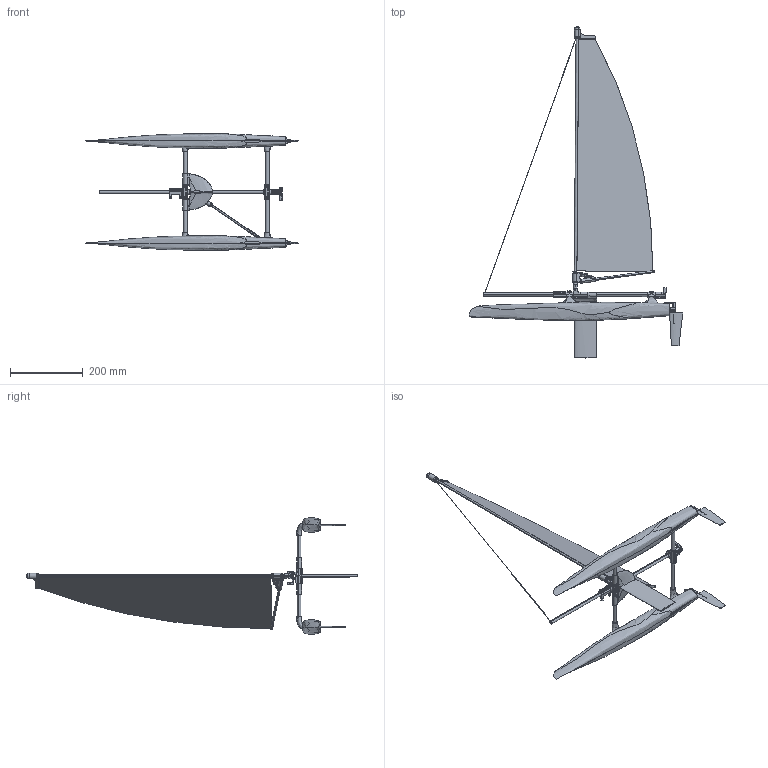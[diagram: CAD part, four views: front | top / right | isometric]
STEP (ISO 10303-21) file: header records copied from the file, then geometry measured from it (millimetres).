
FILE_DESCRIPTION (( 'STEP AP214' ), '1' );
FILE_NAME ('kat-gesamt.STEP', '2016-07-04T05:57:40', ( 'LocalAdmin' ), ( 'Microsoft' ), 'SwSTEP 2.0', 'SolidWorks 2015', '' );
FILE_SCHEMA (( 'AUTOMOTIVE_DESIGN' ));
Length unit declared in the file: millimetre
Products named in the file (31): kat-ruderlager; kat-segelhalter; kat-baumendstueck; kat-baum; kat-niederholer; kat-baumlager; Stift gehärtet DIN EN 28734_1,5x8; kat-mast-endstueck; Rillenkugellager 2Z_13x6x5; kat-mastverbinder; EJOT-Delta PT-WN5452_30x8; kat-kiel-b; gewindestift; kat-kiel-a; ptfe-rohr_14; kat-strebenverbinder; ptfe-rohr; kat-mast; leinen; kat-rumpf-links; maedler-65372300; kat-rumpf-rechts; kat-segelservohalter; kat-strebe-2; kat-ruderservohalter; kat-strebe-1; kat-hauptsegel; kat-ruderarm; kat-gesamt; kat-ruder-b; kat-ruder-a
Assembly tree (55 placements, depth 2):
  kat-gesamt
    kat-strebe-1  x2
    kat-strebe-2
    kat-rumpf-rechts
    kat-rumpf-links
    kat-mast
    kat-strebenverbinder  x2
    kat-kiel-a
    kat-kiel-b
    kat-mastverbinder
    kat-mast-endstueck
    kat-baumlager
    kat-niederholer
    kat-baum
    kat-baumendstueck
    kat-segelhalter
    kat-ruderlager  x2
    kat-ruder-a  x2
    kat-ruder-b  x2
    kat-ruderarm  x2
    kat-hauptsegel
    kat-ruderservohalter
    kat-segelservohalter
    maedler-65372300
    leinen
    ptfe-rohr  x2
    ptfe-rohr_14
    gewindestift
    EJOT-Delta PT-WN5452_30x8  x16
    Rillenkugellager 2Z_13x6x5  x4
    Stift gehärtet DIN EN 28734_1,5x8
Bounding box: 585.65 x 910.97 x 320.37 mm (x, y, z)
Volume: 1486546.4 mm3; surface area: 597415.9 mm2
Topology: 56 solids, 56 shells, 1453 faces, 3745 edges, 2461 vertices
Faces by surface type: cylinder 852, plane 343, torus 109, cone 91, bspline 58
Entity records: 37458 total; most frequent: CARTESIAN_POINT 16711, ORIENTED_EDGE 4008, DIRECTION 3697, EDGE_CURVE 2004, AXIS2_PLACEMENT_3D 1458, VERTEX_POINT 1349, EDGE_LOOP 845, LINE 781
